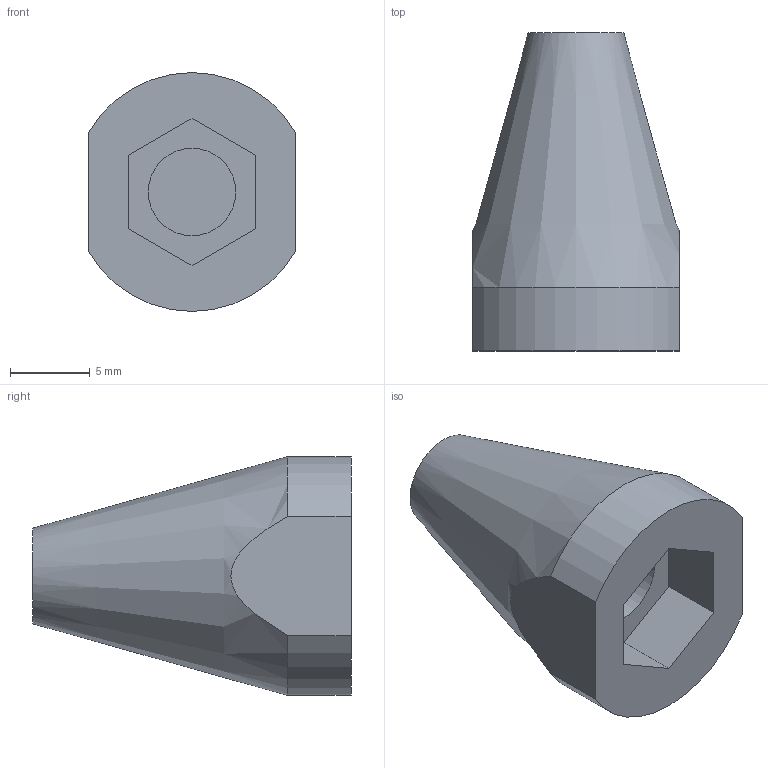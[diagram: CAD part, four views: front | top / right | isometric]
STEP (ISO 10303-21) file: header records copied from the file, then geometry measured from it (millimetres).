
FILE_DESCRIPTION(/* description */ (''),/* implementation_level */ '2;1');
FILE_NAME(/* name */ 'Darwin Stud.step',/* time_stamp */ '2017-06-24T11:50:20+10:00',/* author */ (''),/* organization */ (''),/* preprocessor_version */ 'ST-DEVELOPER v16.13',/* originating_system */ 'Autodesk Translation Framework v6.1.1.50',/* authorisation */ '');
FILE_SCHEMA (('AUTOMOTIVE_DESIGN { 1 0 10303 214 3 1 1 }'));
Length unit declared in the file: millimetre
Products named in the file (1): Darwin feet v2
Bounding box: 13 x 20 x 15 mm (x, y, z)
Volume: 1591.9 mm3; surface area: 1261.9 mm2
Topology: 1 solids, 1 shells, 16 faces, 36 edges, 24 vertices
Faces by surface type: plane 12, cylinder 3, cone 1
Full cylindrical faces by diameter (mm): 5.5 x1
Entity records: 448 total; most frequent: CARTESIAN_POINT 77, DIRECTION 72, ORIENTED_EDGE 66, EDGE_CURVE 33, LINE 24, VECTOR 24, AXIS2_PLACEMENT_3D 24, VERTEX_POINT 23
